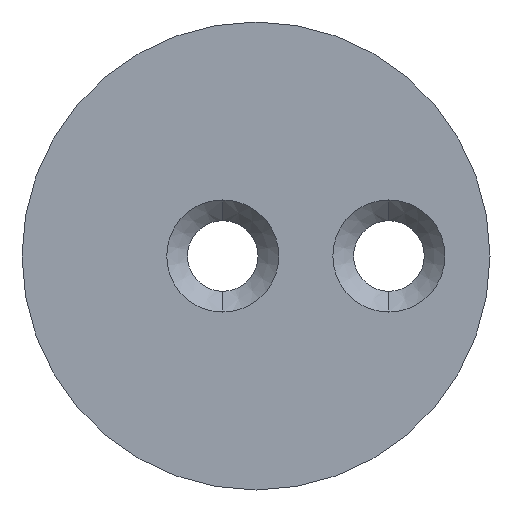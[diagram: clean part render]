
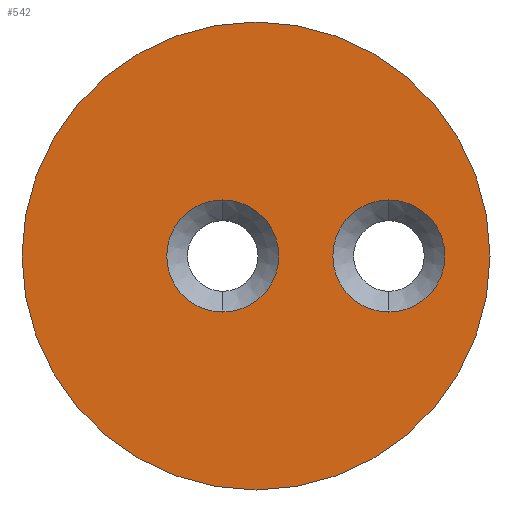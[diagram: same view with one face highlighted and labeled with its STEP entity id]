
A CAD part, front view. The second image highlights one B-rep face of the part: STEP entity #542.
In plain terms, the highlighted planar face has unit normal (0, -1, 0).
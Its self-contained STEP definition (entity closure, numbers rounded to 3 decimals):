
#3 = EDGE_CURVE ( 'NONE', #477, #151, #544, .T. ) ;
#10 = CARTESIAN_POINT ( 'NONE',  ( -0.8, -0.4, 1.35 ) ) ;
#38 = DIRECTION ( 'NONE',  ( 0., 0., -1. ) ) ;
#40 = DIRECTION ( 'NONE',  ( 0., 0., -1. ) ) ;
#45 = EDGE_CURVE ( 'NONE', #193, #564, #230, .T. ) ;
#64 = AXIS2_PLACEMENT_3D ( 'NONE', #599, #129, #650 ) ;
#79 = CARTESIAN_POINT ( 'NONE',  ( 0., -0.4, 0. ) ) ;
#85 = CARTESIAN_POINT ( 'NONE',  ( 3.2, -0.4, 0. ) ) ;
#94 = EDGE_LOOP ( 'NONE', ( #384, #609 ) ) ;
#97 = DIRECTION ( 'NONE',  ( 0., -1., 0. ) ) ;
#102 = CARTESIAN_POINT ( 'NONE',  ( 0., -0.4, 0. ) ) ;
#112 = DIRECTION ( 'NONE',  ( 0., 0., -1. ) ) ;
#129 = DIRECTION ( 'NONE',  ( 0., -1., 0. ) ) ;
#145 = CARTESIAN_POINT ( 'NONE',  ( -0.8, -0.4, 0. ) ) ;
#151 = VERTEX_POINT ( 'NONE', #10 ) ;
#155 = DIRECTION ( 'NONE',  ( 0., 0., -1. ) ) ;
#184 = CARTESIAN_POINT ( 'NONE',  ( 0., -0.4, -5.635 ) ) ;
#189 = AXIS2_PLACEMENT_3D ( 'NONE', #145, #239, #40 ) ;
#193 = VERTEX_POINT ( 'NONE', #380 ) ;
#196 = CARTESIAN_POINT ( 'NONE',  ( -0.8, -0.4, 0. ) ) ;
#209 = CARTESIAN_POINT ( 'NONE',  ( 3.2, -0.4, 1.35 ) ) ;
#213 = EDGE_CURVE ( 'NONE', #487, #266, #312, .T. ) ;
#217 = AXIS2_PLACEMENT_3D ( 'NONE', #79, #603, #222 ) ;
#222 = DIRECTION ( 'NONE',  ( 0., 0., -1. ) ) ;
#230 = CIRCLE ( 'NONE', #500, 1.35 ) ;
#231 = ORIENTED_EDGE ( 'NONE', *, *, #213, .T. ) ;
#239 = DIRECTION ( 'NONE',  ( 0., 1., 0. ) ) ;
#266 = VERTEX_POINT ( 'NONE', #184 ) ;
#274 = EDGE_CURVE ( 'NONE', #266, #487, #349, .T. ) ;
#277 = ORIENTED_EDGE ( 'NONE', *, *, #274, .T. ) ;
#312 = CIRCLE ( 'NONE', #64, 5.635 ) ;
#317 = PLANE ( 'NONE',  #413 ) ;
#349 = CIRCLE ( 'NONE', #217, 5.635 ) ;
#350 = CARTESIAN_POINT ( 'NONE',  ( 0., -0.4, 5.635 ) ) ;
#354 = FACE_OUTER_BOUND ( 'NONE', #450, .T. ) ;
#365 = AXIS2_PLACEMENT_3D ( 'NONE', #85, #549, #38 ) ;
#368 = DIRECTION ( 'NONE',  ( 0., 1., 0. ) ) ;
#371 = ORIENTED_EDGE ( 'NONE', *, *, #3, .T. ) ;
#380 = CARTESIAN_POINT ( 'NONE',  ( 3.2, -0.4, -1.35 ) ) ;
#384 = ORIENTED_EDGE ( 'NONE', *, *, #45, .T. ) ;
#391 = EDGE_CURVE ( 'NONE', #564, #193, #458, .T. ) ;
#402 = DIRECTION ( 'NONE',  ( 0., 1., 0. ) ) ;
#413 = AXIS2_PLACEMENT_3D ( 'NONE', #102, #97, #155 ) ;
#450 = EDGE_LOOP ( 'NONE', ( #231, #277 ) ) ;
#451 = CARTESIAN_POINT ( 'NONE',  ( -0.8, -0.4, -1.35 ) ) ;
#454 = ORIENTED_EDGE ( 'NONE', *, *, #459, .T. ) ;
#458 = CIRCLE ( 'NONE', #365, 1.35 ) ;
#459 = EDGE_CURVE ( 'NONE', #151, #477, #633, .T. ) ;
#477 = VERTEX_POINT ( 'NONE', #451 ) ;
#487 = VERTEX_POINT ( 'NONE', #350 ) ;
#500 = AXIS2_PLACEMENT_3D ( 'NONE', #568, #368, #112 ) ;
#526 = FACE_BOUND ( 'NONE', #619, .T. ) ;
#531 = AXIS2_PLACEMENT_3D ( 'NONE', #196, #402, #611 ) ;
#542 = ADVANCED_FACE ( 'NONE', ( #567, #526, #354 ), #317, .T. ) ;
#544 = CIRCLE ( 'NONE', #531, 1.35 ) ;
#549 = DIRECTION ( 'NONE',  ( 0., 1., 0. ) ) ;
#564 = VERTEX_POINT ( 'NONE', #209 ) ;
#567 = FACE_BOUND ( 'NONE', #94, .T. ) ;
#568 = CARTESIAN_POINT ( 'NONE',  ( 3.2, -0.4, 0. ) ) ;
#599 = CARTESIAN_POINT ( 'NONE',  ( 0., -0.4, 0. ) ) ;
#603 = DIRECTION ( 'NONE',  ( 0., -1., 0. ) ) ;
#609 = ORIENTED_EDGE ( 'NONE', *, *, #391, .T. ) ;
#611 = DIRECTION ( 'NONE',  ( 0., 0., -1. ) ) ;
#619 = EDGE_LOOP ( 'NONE', ( #371, #454 ) ) ;
#633 = CIRCLE ( 'NONE', #189, 1.35 ) ;
#650 = DIRECTION ( 'NONE',  ( 0., 0., -1. ) ) ;
